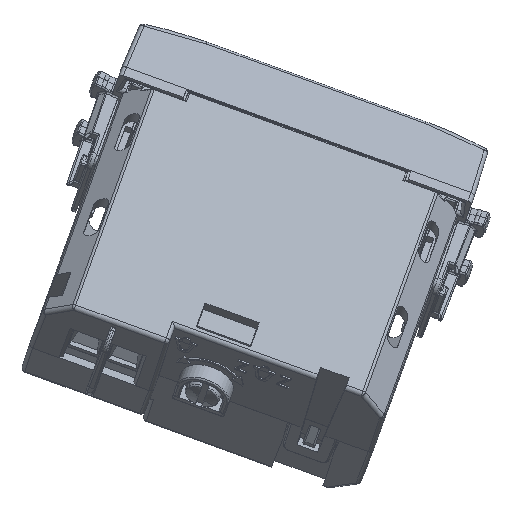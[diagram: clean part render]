
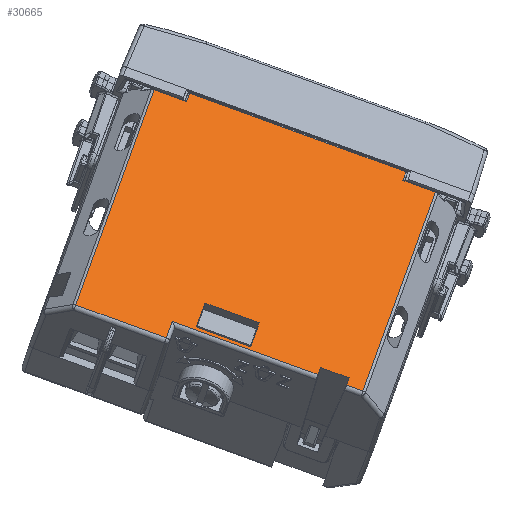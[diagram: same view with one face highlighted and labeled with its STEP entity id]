
A CAD part, left-side view. The second image highlights one B-rep face of the part: STEP entity #30665.
In plain terms, the highlighted face is planar.
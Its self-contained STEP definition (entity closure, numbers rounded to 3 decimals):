
#12028=CARTESIAN_POINT('Line Origine',(6.383,21.611,11.)) ;
#12032=CARTESIAN_POINT('Vertex',(6.383,38.517,11.)) ;
#12034=CARTESIAN_POINT('Vertex',(6.383,36.017,11.)) ;
#15198=CARTESIAN_POINT('Vertex',(-12.176,36.017,11.)) ;
#15201=CARTESIAN_POINT('Line Origine',(0.,36.017,11.)) ;
#15371=CARTESIAN_POINT('Vertex',(-17.901,36.017,11.)) ;
#15390=CARTESIAN_POINT('Line Origine',(-0.105,36.017,11.)) ;
#15394=CARTESIAN_POINT('Vertex',(-15.824,36.017,11.)) ;
#15633=CARTESIAN_POINT('Vertex',(17.901,38.517,11.)) ;
#15687=CARTESIAN_POINT('Line Origine',(0.,38.517,11.)) ;
#21153=CARTESIAN_POINT('Line Origine',(-15.824,36.05,11.)) ;
#21157=CARTESIAN_POINT('Vertex',(-15.824,34.946,11.)) ;
#21187=CARTESIAN_POINT('Line Origine',(-14.,34.946,11.)) ;
#21191=CARTESIAN_POINT('Vertex',(-12.176,34.946,11.)) ;
#21223=CARTESIAN_POINT('Line Origine',(-12.176,36.05,11.)) ;
#27564=CARTESIAN_POINT('Vertex',(3.461,35.577,11.)) ;
#27567=CARTESIAN_POINT('Line Origine',(0.,35.577,11.)) ;
#27571=CARTESIAN_POINT('Vertex',(-3.461,35.577,11.)) ;
#27684=CARTESIAN_POINT('Line Origine',(-3.461,33.758,11.)) ;
#27688=CARTESIAN_POINT('Vertex',(-3.461,31.939,11.)) ;
#27714=CARTESIAN_POINT('Vertex',(3.461,31.939,11.)) ;
#27717=CARTESIAN_POINT('Line Origine',(3.461,33.758,11.)) ;
#27741=CARTESIAN_POINT('Line Origine',(0.,31.939,11.)) ;
#30022=CARTESIAN_POINT('Line Origine',(-17.901,21.358,11.)) ;
#30026=CARTESIAN_POINT('Vertex',(-17.901,5.717,11.)) ;
#30135=CARTESIAN_POINT('Line Origine',(0.,5.717,11.)) ;
#30139=CARTESIAN_POINT('Vertex',(-13.783,5.717,11.)) ;
#30189=CARTESIAN_POINT('Vertex',(-13.783,4.417,11.)) ;
#30192=CARTESIAN_POINT('Line Origine',(-13.783,21.467,11.)) ;
#30280=CARTESIAN_POINT('Line Origine',(13.783,21.467,11.)) ;
#30284=CARTESIAN_POINT('Vertex',(13.783,5.717,11.)) ;
#30286=CARTESIAN_POINT('Vertex',(13.783,4.417,11.)) ;
#30363=CARTESIAN_POINT('Line Origine',(17.901,21.611,11.)) ;
#30367=CARTESIAN_POINT('Vertex',(17.901,5.717,11.)) ;
#30628=CARTESIAN_POINT('Axis2P3D Location',(0.,0.,11.)) ;
#30633=CARTESIAN_POINT('Line Origine',(15.842,5.717,11.)) ;
#30638=CARTESIAN_POINT('Line Origine',(0.,4.417,11.)) ;
#12029=DIRECTION('Vector Direction',(0.,1.,0.)) ;
#15202=DIRECTION('Vector Direction',(1.,0.,0.)) ;
#15391=DIRECTION('Vector Direction',(1.,0.,0.)) ;
#15688=DIRECTION('Vector Direction',(1.,0.,0.)) ;
#21154=DIRECTION('Vector Direction',(0.,1.,0.)) ;
#21188=DIRECTION('Vector Direction',(-1.,0.,0.)) ;
#21224=DIRECTION('Vector Direction',(0.,1.,0.)) ;
#27568=DIRECTION('Vector Direction',(-1.,0.,0.)) ;
#27685=DIRECTION('Vector Direction',(0.,-1.,0.)) ;
#27718=DIRECTION('Vector Direction',(0.,-1.,0.)) ;
#27742=DIRECTION('Vector Direction',(-1.,0.,0.)) ;
#30023=DIRECTION('Vector Direction',(0.,1.,0.)) ;
#30136=DIRECTION('Vector Direction',(1.,0.,0.)) ;
#30193=DIRECTION('Vector Direction',(0.,1.,0.)) ;
#30281=DIRECTION('Vector Direction',(0.,1.,0.)) ;
#30364=DIRECTION('Vector Direction',(0.,-1.,0.)) ;
#30629=DIRECTION('Axis2P3D Direction',(0.,0.,-1.)) ;
#30630=DIRECTION('Axis2P3D XDirection',(1.,0.,0.)) ;
#30634=DIRECTION('Vector Direction',(1.,0.,0.)) ;
#30639=DIRECTION('Vector Direction',(1.,0.,0.)) ;
#30631=AXIS2_PLACEMENT_3D('Plane Axis2P3D',#30628,#30629,#30630) ;
#30644=ORIENTED_EDGE('',*,*,#30288,.F.) ;
#30645=ORIENTED_EDGE('',*,*,#30637,.F.) ;
#30646=ORIENTED_EDGE('',*,*,#30369,.T.) ;
#30647=ORIENTED_EDGE('',*,*,#15691,.T.) ;
#30648=ORIENTED_EDGE('',*,*,#12036,.T.) ;
#30649=ORIENTED_EDGE('',*,*,#15205,.T.) ;
#30650=ORIENTED_EDGE('',*,*,#21227,.F.) ;
#30651=ORIENTED_EDGE('',*,*,#21193,.T.) ;
#30652=ORIENTED_EDGE('',*,*,#21159,.F.) ;
#30653=ORIENTED_EDGE('',*,*,#15396,.T.) ;
#30654=ORIENTED_EDGE('',*,*,#30028,.T.) ;
#30655=ORIENTED_EDGE('',*,*,#30141,.F.) ;
#30656=ORIENTED_EDGE('',*,*,#30196,.F.) ;
#30657=ORIENTED_EDGE('',*,*,#30642,.T.) ;
#30660=ORIENTED_EDGE('',*,*,#27690,.T.) ;
#30661=ORIENTED_EDGE('',*,*,#27573,.F.) ;
#30662=ORIENTED_EDGE('',*,*,#27721,.F.) ;
#30663=ORIENTED_EDGE('',*,*,#27745,.F.) ;
#30664=FACE_BOUND('',#30659,.T.) ;
#12030=VECTOR('Line Direction',#12029,1.) ;
#15203=VECTOR('Line Direction',#15202,1.) ;
#15392=VECTOR('Line Direction',#15391,1.) ;
#15689=VECTOR('Line Direction',#15688,1.) ;
#21155=VECTOR('Line Direction',#21154,1.) ;
#21189=VECTOR('Line Direction',#21188,1.) ;
#21225=VECTOR('Line Direction',#21224,1.) ;
#27569=VECTOR('Line Direction',#27568,1.) ;
#27686=VECTOR('Line Direction',#27685,1.) ;
#27719=VECTOR('Line Direction',#27718,1.) ;
#27743=VECTOR('Line Direction',#27742,1.) ;
#30024=VECTOR('Line Direction',#30023,1.) ;
#30137=VECTOR('Line Direction',#30136,1.) ;
#30194=VECTOR('Line Direction',#30193,1.) ;
#30282=VECTOR('Line Direction',#30281,1.) ;
#30365=VECTOR('Line Direction',#30364,1.) ;
#30635=VECTOR('Line Direction',#30634,1.) ;
#30640=VECTOR('Line Direction',#30639,1.) ;
#30665=ADVANCED_FACE('PartBody',(#30658,#30664),#30632,.F.) ;
#12036=EDGE_CURVE('',#12033,#12035,#12031,.F.) ;
#15205=EDGE_CURVE('',#12035,#15199,#15204,.F.) ;
#15396=EDGE_CURVE('',#15395,#15372,#15393,.F.) ;
#15691=EDGE_CURVE('',#15634,#12033,#15690,.F.) ;
#21159=EDGE_CURVE('',#15395,#21158,#21156,.F.) ;
#21193=EDGE_CURVE('',#21192,#21158,#21190,.T.) ;
#21227=EDGE_CURVE('',#21192,#15199,#21226,.T.) ;
#27573=EDGE_CURVE('',#27565,#27572,#27570,.T.) ;
#27690=EDGE_CURVE('',#27689,#27572,#27687,.F.) ;
#27721=EDGE_CURVE('',#27715,#27565,#27720,.F.) ;
#27745=EDGE_CURVE('',#27689,#27715,#27744,.F.) ;
#30028=EDGE_CURVE('',#15372,#30027,#30025,.F.) ;
#30141=EDGE_CURVE('',#30140,#30027,#30138,.F.) ;
#30196=EDGE_CURVE('',#30190,#30140,#30195,.T.) ;
#30288=EDGE_CURVE('',#30285,#30287,#30283,.F.) ;
#30369=EDGE_CURVE('',#30368,#15634,#30366,.F.) ;
#30637=EDGE_CURVE('',#30368,#30285,#30636,.F.) ;
#30642=EDGE_CURVE('',#30190,#30287,#30641,.T.) ;
#30643=EDGE_LOOP('',(#30644,#30645,#30646,#30647,#30648,#30649,#30650,#30651,#30652,#30653,#30654,#30655,#30656,#30657)) ;
#30659=EDGE_LOOP('',(#30660,#30661,#30662,#30663)) ;
#30658=FACE_OUTER_BOUND('',#30643,.T.) ;
#12031=LINE('Line',#12028,#12030) ;
#15204=LINE('Line',#15201,#15203) ;
#15393=LINE('Line',#15390,#15392) ;
#15690=LINE('Line',#15687,#15689) ;
#21156=LINE('Line',#21153,#21155) ;
#21190=LINE('Line',#21187,#21189) ;
#21226=LINE('Line',#21223,#21225) ;
#27570=LINE('Line',#27567,#27569) ;
#27687=LINE('Line',#27684,#27686) ;
#27720=LINE('Line',#27717,#27719) ;
#27744=LINE('Line',#27741,#27743) ;
#30025=LINE('Line',#30022,#30024) ;
#30138=LINE('Line',#30135,#30137) ;
#30195=LINE('Line',#30192,#30194) ;
#30283=LINE('Line',#30280,#30282) ;
#30366=LINE('Line',#30363,#30365) ;
#30636=LINE('Line',#30633,#30635) ;
#30641=LINE('Line',#30638,#30640) ;
#30632=PLANE('',#30631) ;
#12033=VERTEX_POINT('',#12032) ;
#12035=VERTEX_POINT('',#12034) ;
#15199=VERTEX_POINT('',#15198) ;
#15372=VERTEX_POINT('',#15371) ;
#15395=VERTEX_POINT('',#15394) ;
#15634=VERTEX_POINT('',#15633) ;
#21158=VERTEX_POINT('',#21157) ;
#21192=VERTEX_POINT('',#21191) ;
#27565=VERTEX_POINT('',#27564) ;
#27572=VERTEX_POINT('',#27571) ;
#27689=VERTEX_POINT('',#27688) ;
#27715=VERTEX_POINT('',#27714) ;
#30027=VERTEX_POINT('',#30026) ;
#30140=VERTEX_POINT('',#30139) ;
#30190=VERTEX_POINT('',#30189) ;
#30285=VERTEX_POINT('',#30284) ;
#30287=VERTEX_POINT('',#30286) ;
#30368=VERTEX_POINT('',#30367) ;
